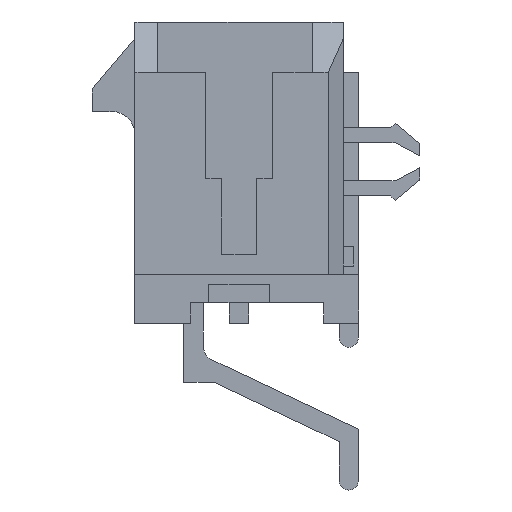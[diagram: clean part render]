
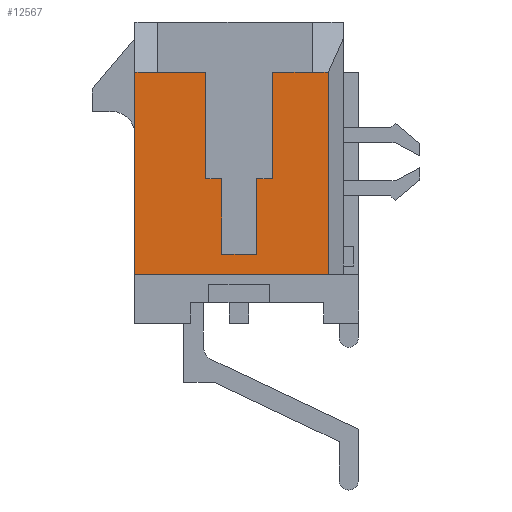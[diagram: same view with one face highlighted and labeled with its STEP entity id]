
A CAD part, left-side view. The second image highlights one B-rep face of the part: STEP entity #12567.
In plain terms, the highlighted planar face has unit normal (-1, 0, 0).
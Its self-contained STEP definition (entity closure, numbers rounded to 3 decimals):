
#3334=DIRECTION('',(0.,0.,-1.));
#3335=VECTOR('',#3334,3.5);
#3336=CARTESIAN_POINT('',(-13.825,-1.1,3.305));
#3337=LINE('',#3336,#3335);
#3338=DIRECTION('',(0.,1.,0.));
#3339=VECTOR('',#3338,1.31);
#3340=CARTESIAN_POINT('',(-13.825,-2.41,3.305));
#3341=LINE('',#3340,#3339);
#3342=DIRECTION('',(0.,-1.,0.));
#3343=VECTOR('',#3342,0.52);
#3344=CARTESIAN_POINT('',(-13.825,-2.41,3.305));
#3345=LINE('',#3344,#3343);
#3346=DIRECTION('',(0.,0.,-1.));
#3347=VECTOR('',#3346,6.66);
#3348=CARTESIAN_POINT('',(-13.825,-2.93,3.305));
#3349=LINE('',#3348,#3347);
#3350=DIRECTION('',(0.,1.,0.));
#3351=VECTOR('',#3350,6.36);
#3352=CARTESIAN_POINT('',(-13.825,-2.93,-3.355));
#3353=LINE('',#3352,#3351);
#3354=DIRECTION('',(0.,0.,1.));
#3355=VECTOR('',#3354,6.66);
#3356=CARTESIAN_POINT('',(-13.825,3.43,-3.355));
#3357=LINE('',#3356,#3355);
#3358=DIRECTION('',(0.,-1.,0.));
#3359=VECTOR('',#3358,0.75);
#3360=CARTESIAN_POINT('',(-13.825,3.43,3.305));
#3361=LINE('',#3360,#3359);
#3362=DIRECTION('',(0.,1.,0.));
#3363=VECTOR('',#3362,1.58);
#3364=CARTESIAN_POINT('',(-13.825,1.1,3.305));
#3365=LINE('',#3364,#3363);
#3366=DIRECTION('',(0.,0.,-1.));
#3367=VECTOR('',#3366,3.5);
#3368=CARTESIAN_POINT('',(-13.825,1.1,3.305));
#3369=LINE('',#3368,#3367);
#3370=DIRECTION('',(0.,1.,0.));
#3371=VECTOR('',#3370,0.525);
#3372=CARTESIAN_POINT('',(-13.825,0.575,-0.195));
#3373=LINE('',#3372,#3371);
#3374=DIRECTION('',(0.,0.,1.));
#3375=VECTOR('',#3374,2.5);
#3376=CARTESIAN_POINT('',(-13.825,0.575,-2.695));
#3377=LINE('',#3376,#3375);
#3378=DIRECTION('',(0.,1.,0.));
#3379=VECTOR('',#3378,1.15);
#3380=CARTESIAN_POINT('',(-13.825,-0.575,-2.695));
#3381=LINE('',#3380,#3379);
#3382=DIRECTION('',(0.,0.,-1.));
#3383=VECTOR('',#3382,2.5);
#3384=CARTESIAN_POINT('',(-13.825,-0.575,-0.195));
#3385=LINE('',#3384,#3383);
#3386=DIRECTION('',(0.,1.,0.));
#3387=VECTOR('',#3386,0.525);
#3388=CARTESIAN_POINT('',(-13.825,-1.1,-0.195));
#3389=LINE('',#3388,#3387);
#6812=CARTESIAN_POINT('',(-13.825,3.43,3.305));
#6814=VERTEX_POINT('',#6812);
#6863=CARTESIAN_POINT('',(-13.825,2.68,3.305));
#6864=VERTEX_POINT('',#6863);
#6865=CARTESIAN_POINT('',(-13.825,-2.41,3.305));
#6866=VERTEX_POINT('',#6865);
#6985=CARTESIAN_POINT('',(-13.825,-1.1,3.305));
#6986=CARTESIAN_POINT('',(-13.825,-1.1,-0.195));
#6987=VERTEX_POINT('',#6985);
#6988=VERTEX_POINT('',#6986);
#6989=CARTESIAN_POINT('',(-13.825,-0.575,-0.195));
#6990=VERTEX_POINT('',#6989);
#6991=CARTESIAN_POINT('',(-13.825,-0.575,-2.695));
#6992=VERTEX_POINT('',#6991);
#6993=CARTESIAN_POINT('',(-13.825,0.575,-2.695));
#6994=VERTEX_POINT('',#6993);
#6995=CARTESIAN_POINT('',(-13.825,0.575,-0.195));
#6996=VERTEX_POINT('',#6995);
#6997=CARTESIAN_POINT('',(-13.825,1.1,-0.195));
#6998=VERTEX_POINT('',#6997);
#6999=CARTESIAN_POINT('',(-13.825,1.1,3.305));
#7000=VERTEX_POINT('',#6999);
#8157=CARTESIAN_POINT('',(-13.825,3.43,-3.355));
#8158=VERTEX_POINT('',#8157);
#8163=CARTESIAN_POINT('',(-13.825,-2.93,3.305));
#8164=VERTEX_POINT('',#8163);
#8165=CARTESIAN_POINT('',(-13.825,-2.93,-3.355));
#8166=VERTEX_POINT('',#8165);
#12537=CARTESIAN_POINT('',(-13.825,0.,0.));
#12538=DIRECTION('',(1.,0.,0.));
#12539=DIRECTION('',(0.,0.,-1.));
#12540=AXIS2_PLACEMENT_3D('',#12537,#12538,#12539);
#12541=PLANE('',#12540);
#12543=ORIENTED_EDGE('',*,*,#12542,.F.);
#12545=ORIENTED_EDGE('',*,*,#12544,.F.);
#12547=ORIENTED_EDGE('',*,*,#12546,.T.);
#12548=ORIENTED_EDGE('',*,*,#9484,.T.);
#12549=ORIENTED_EDGE('',*,*,#9531,.T.);
#12551=ORIENTED_EDGE('',*,*,#12550,.T.);
#12553=ORIENTED_EDGE('',*,*,#12552,.T.);
#12555=ORIENTED_EDGE('',*,*,#12554,.F.);
#12557=ORIENTED_EDGE('',*,*,#12556,.T.);
#12559=ORIENTED_EDGE('',*,*,#12558,.F.);
#12560=ORIENTED_EDGE('',*,*,#12530,.F.);
#12561=ORIENTED_EDGE('',*,*,#12416,.F.);
#12562=ORIENTED_EDGE('',*,*,#12487,.F.);
#12564=ORIENTED_EDGE('',*,*,#12563,.F.);
#12565=EDGE_LOOP('',(#12543,#12545,#12547,#12548,#12549,#12551,#12553,#12555,
#12557,#12559,#12560,#12561,#12562,#12564));
#12566=FACE_OUTER_BOUND('',#12565,.F.);
#12567=ADVANCED_FACE('',(#12566),#12541,.F.);
#9484=EDGE_CURVE('',#8164,#8166,#3349,.T.);
#9531=EDGE_CURVE('',#8166,#8158,#3353,.T.);
#12416=EDGE_CURVE('',#6992,#6994,#3381,.T.);
#12487=EDGE_CURVE('',#6990,#6992,#3385,.T.);
#12530=EDGE_CURVE('',#6994,#6996,#3377,.T.);
#12542=EDGE_CURVE('',#6987,#6988,#3337,.T.);
#12544=EDGE_CURVE('',#6866,#6987,#3341,.T.);
#12546=EDGE_CURVE('',#6866,#8164,#3345,.T.);
#12550=EDGE_CURVE('',#8158,#6814,#3357,.T.);
#12552=EDGE_CURVE('',#6814,#6864,#3361,.T.);
#12554=EDGE_CURVE('',#7000,#6864,#3365,.T.);
#12556=EDGE_CURVE('',#7000,#6998,#3369,.T.);
#12558=EDGE_CURVE('',#6996,#6998,#3373,.T.);
#12563=EDGE_CURVE('',#6988,#6990,#3389,.T.);
